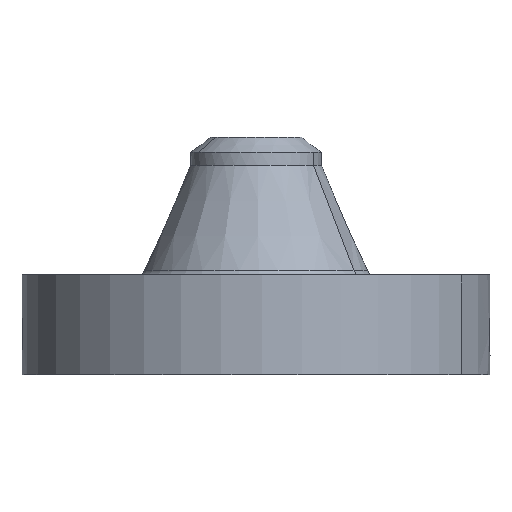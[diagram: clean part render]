
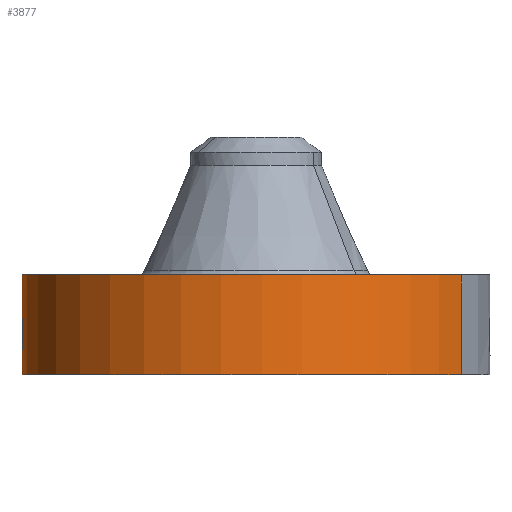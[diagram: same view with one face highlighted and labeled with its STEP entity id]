
A CAD part, left-side view. The second image highlights one B-rep face of the part: STEP entity #3877.
In plain terms, the highlighted cylindrical face has radius 107.95 mm (diameter 215.9 mm), a partial arc.
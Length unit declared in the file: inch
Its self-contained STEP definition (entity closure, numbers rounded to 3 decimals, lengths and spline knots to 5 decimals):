
#2927=AXIS2_PLACEMENT_3D('Circle Axis2P3D',#2925,#2926,$) ;
#3735=AXIS2_PLACEMENT_3D('Cylinder Axis2P3D',#3732,#3733,#3734) ;
#3739=AXIS2_PLACEMENT_3D('Circle Axis2P3D',#3737,#3738,$) ;
#2920=CARTESIAN_POINT('Vertex',(2.03756,3.72973,1.812)) ;
#2922=CARTESIAN_POINT('Vertex',(-2.03756,-3.72973,1.812)) ;
#2925=CARTESIAN_POINT('Axis2P3D Location',(0.,0.,1.812)) ;
#3732=CARTESIAN_POINT('Axis2P3D Location',(0.,0.,2.156)) ;
#3737=CARTESIAN_POINT('Axis2P3D Location',(0.,0.,0.)) ;
#3741=CARTESIAN_POINT('Vertex',(-2.03756,-3.72973,0.)) ;
#3743=CARTESIAN_POINT('Vertex',(2.03756,3.72973,0.)) ;
#3746=CARTESIAN_POINT('Line Origine',(-2.03756,-3.72973,0.906)) ;
#3751=CARTESIAN_POINT('Line Origine',(2.03756,3.72973,0.906)) ;
#3763=CARTESIAN_POINT('Control Point',(-0.06972,4.24943,1.09717)) ;
#3764=CARTESIAN_POINT('Control Point',(-0.04702,4.2498,1.10174)) ;
#3765=CARTESIAN_POINT('Control Point',(-0.02387,4.25,1.10407)) ;
#3766=CARTESIAN_POINT('Control Point',(-0.00072,4.25,1.10412)) ;
#3767=CARTESIAN_POINT('Vertex',(-0.06969,4.24943,1.09718)) ;
#3769=CARTESIAN_POINT('Vertex',(-0.00072,4.25,1.10412)) ;
#3773=CARTESIAN_POINT('Control Point',(-0.06969,4.24943,1.09718)) ;
#3774=CARTESIAN_POINT('Control Point',(-0.10483,4.24885,1.09108)) ;
#3775=CARTESIAN_POINT('Control Point',(-0.13895,4.24784,1.07888)) ;
#3776=CARTESIAN_POINT('Control Point',(-0.17019,4.24659,1.06156)) ;
#3777=CARTESIAN_POINT('Vertex',(-0.17019,4.24659,1.06156)) ;
#3781=CARTESIAN_POINT('Control Point',(-0.17019,4.24659,1.06156)) ;
#3782=CARTESIAN_POINT('Control Point',(-0.19587,4.24556,1.04733)) ;
#3783=CARTESIAN_POINT('Control Point',(-0.2196,4.24438,1.02967)) ;
#3784=CARTESIAN_POINT('Control Point',(-0.24076,4.24318,1.0094)) ;
#3785=CARTESIAN_POINT('Vertex',(-0.24076,4.24318,1.0094)) ;
#3789=CARTESIAN_POINT('Control Point',(-0.34922,4.23563,0.8059)) ;
#3790=CARTESIAN_POINT('Control Point',(-0.33996,4.23639,0.86391)) ;
#3791=CARTESIAN_POINT('Control Point',(-0.31788,4.2382,0.91988)) ;
#3792=CARTESIAN_POINT('Control Point',(-0.28373,4.24074,0.96941)) ;
#3793=CARTESIAN_POINT('Control Point',(-0.24074,4.24318,1.00941)) ;
#3794=CARTESIAN_POINT('Vertex',(-0.34922,4.23563,0.8059)) ;
#3798=CARTESIAN_POINT('Control Point',(-0.02867,4.2499,0.34102)) ;
#3799=CARTESIAN_POINT('Control Point',(-0.07359,4.2496,0.34681)) ;
#3800=CARTESIAN_POINT('Control Point',(-0.1174,4.24871,0.35978)) ;
#3801=CARTESIAN_POINT('Control Point',(-0.15842,4.24731,0.37957)) ;
#3802=CARTESIAN_POINT('Control Point',(-0.22014,4.24451,0.42186)) ;
#3803=CARTESIAN_POINT('Control Point',(-0.26915,4.24153,0.4765)) ;
#3804=CARTESIAN_POINT('Control Point',(-0.28653,4.24037,0.49999)) ;
#3805=CARTESIAN_POINT('Control Point',(-0.32951,4.23732,0.57068)) ;
#3806=CARTESIAN_POINT('Control Point',(-0.35326,4.23531,0.64954)) ;
#3807=CARTESIAN_POINT('Control Point',(-0.36025,4.23469,0.70229)) ;
#3808=CARTESIAN_POINT('Control Point',(-0.35884,4.23483,0.75495)) ;
#3809=CARTESIAN_POINT('Control Point',(-0.34922,4.23563,0.8059)) ;
#3810=CARTESIAN_POINT('Vertex',(-0.02867,4.2499,0.34102)) ;
#3814=CARTESIAN_POINT('Control Point',(-0.02867,4.2499,0.34102)) ;
#3815=CARTESIAN_POINT('Control Point',(-0.01911,4.24997,0.34085)) ;
#3816=CARTESIAN_POINT('Control Point',(-0.00954,4.25,0.34097)) ;
#3817=CARTESIAN_POINT('Control Point',(0.,4.25,0.34137)) ;
#3818=CARTESIAN_POINT('Vertex',(0.,4.25,0.34137)) ;
#3822=CARTESIAN_POINT('Control Point',(0.19496,4.24553,0.39314)) ;
#3823=CARTESIAN_POINT('Control Point',(0.13491,4.24828,0.36174)) ;
#3824=CARTESIAN_POINT('Control Point',(0.06786,4.25,0.34425)) ;
#3825=CARTESIAN_POINT('Control Point',(0.,4.25,0.34137)) ;
#3826=CARTESIAN_POINT('Vertex',(0.19496,4.24553,0.39314)) ;
#3830=CARTESIAN_POINT('Control Point',(0.2875,4.24026,0.45814)) ;
#3831=CARTESIAN_POINT('Control Point',(0.25968,4.24215,0.43244)) ;
#3832=CARTESIAN_POINT('Control Point',(0.22841,4.24399,0.41064)) ;
#3833=CARTESIAN_POINT('Control Point',(0.19496,4.24553,0.39314)) ;
#3834=CARTESIAN_POINT('Vertex',(0.2875,4.24026,0.45814)) ;
#3838=CARTESIAN_POINT('Control Point',(0.2875,4.24026,0.45814)) ;
#3839=CARTESIAN_POINT('Control Point',(0.34872,4.23611,0.52261)) ;
#3840=CARTESIAN_POINT('Control Point',(0.39092,4.23204,0.6043)) ;
#3841=CARTESIAN_POINT('Control Point',(0.41053,4.23013,0.69313)) ;
#3842=CARTESIAN_POINT('Control Point',(0.40812,4.23036,0.78205)) ;
#3843=CARTESIAN_POINT('Vertex',(0.40812,4.23036,0.78205)) ;
#3847=CARTESIAN_POINT('Control Point',(0.40812,4.23036,0.78205)) ;
#3848=CARTESIAN_POINT('Control Point',(0.4005,4.23109,0.8357)) ;
#3849=CARTESIAN_POINT('Control Point',(0.3826,4.2328,0.88761)) ;
#3850=CARTESIAN_POINT('Control Point',(0.35513,4.23532,0.9349)) ;
#3851=CARTESIAN_POINT('Control Point',(0.27956,4.24135,1.02417)) ;
#3852=CARTESIAN_POINT('Control Point',(0.17879,4.2468,1.07986)) ;
#3853=CARTESIAN_POINT('Control Point',(0.12001,4.24896,1.099)) ;
#3854=CARTESIAN_POINT('Control Point',(0.05957,4.25,1.10707)) ;
#3855=CARTESIAN_POINT('Control Point',(-0.00003,4.25,1.10415)) ;
#3856=CARTESIAN_POINT('Vertex',(-0.00003,4.25,1.10415)) ;
#3860=CARTESIAN_POINT('Control Point',(-0.00072,4.25,1.10412)) ;
#3861=CARTESIAN_POINT('Control Point',(-0.00037,4.25,1.10414)) ;
#3862=CARTESIAN_POINT('Control Point',(-0.00003,4.25,1.10415)) ;
#2926=DIRECTION('Axis2P3D Direction',(0.,0.,-0.039)) ;
#3733=DIRECTION('Axis2P3D Direction',(0.,0.,-0.039)) ;
#3734=DIRECTION('Axis2P3D XDirection',(0.019,0.035,0.)) ;
#3738=DIRECTION('Axis2P3D Direction',(0.,0.,-0.039)) ;
#3747=DIRECTION('Vector Direction',(0.,0.,-0.039)) ;
#3752=DIRECTION('Vector Direction',(0.,0.,-0.039)) ;
#3748=VECTOR('Line Direction',#3747,0.03937) ;
#3753=VECTOR('Line Direction',#3752,0.03937) ;
#3757=ORIENTED_EDGE('',*,*,#3745,.F.) ;
#3758=ORIENTED_EDGE('',*,*,#3750,.T.) ;
#3759=ORIENTED_EDGE('',*,*,#2929,.T.) ;
#3760=ORIENTED_EDGE('',*,*,#3755,.F.) ;
#3865=ORIENTED_EDGE('',*,*,#3771,.F.) ;
#3866=ORIENTED_EDGE('',*,*,#3779,.T.) ;
#3867=ORIENTED_EDGE('',*,*,#3787,.T.) ;
#3868=ORIENTED_EDGE('',*,*,#3796,.F.) ;
#3869=ORIENTED_EDGE('',*,*,#3812,.F.) ;
#3870=ORIENTED_EDGE('',*,*,#3820,.T.) ;
#3871=ORIENTED_EDGE('',*,*,#3828,.F.) ;
#3872=ORIENTED_EDGE('',*,*,#3836,.F.) ;
#3873=ORIENTED_EDGE('',*,*,#3845,.T.) ;
#3874=ORIENTED_EDGE('',*,*,#3858,.T.) ;
#3875=ORIENTED_EDGE('',*,*,#3863,.F.) ;
#3876=FACE_BOUND('',#3864,.T.) ;
#3877=ADVANCED_FACE('PartBody',(#3761,#3876),#3736,.T.) ;
#3762=B_SPLINE_CURVE_WITH_KNOTS('',3,(#3763,#3764,#3765,#3766),.UNSPECIFIED.,.F.,.U.,(4,4),(3.95336,6.52233),.UNSPECIFIED.) ;
#3772=B_SPLINE_CURVE_WITH_KNOTS('',3,(#3773,#3774,#3775,#3776),.UNSPECIFIED.,.F.,.U.,(4,4),(0.,4.0076),.UNSPECIFIED.) ;
#3780=B_SPLINE_CURVE_WITH_KNOTS('',3,(#3781,#3782,#3783,#3784),.UNSPECIFIED.,.F.,.U.,(4,4),(0.,3.29434),.UNSPECIFIED.) ;
#3788=B_SPLINE_CURVE_WITH_KNOTS('',4,(#3789,#3790,#3791,#3792,#3793),.UNSPECIFIED.,.F.,.U.,(5,5),(15.47224,24.16766),.UNSPECIFIED.) ;
#3797=B_SPLINE_CURVE_WITH_KNOTS('',5,(#3798,#3799,#3800,#3801,#3802,#3803,#3804,#3805,#3806,#3807,#3808,#3809),.UNSPECIFIED.,.F.,.U.,(6,3,3,6),(0.,7.87267,13.12044,22.83586),.UNSPECIFIED.) ;
#3813=B_SPLINE_CURVE_WITH_KNOTS('',3,(#3814,#3815,#3816,#3817),.UNSPECIFIED.,.F.,.U.,(4,4),(0.,0.99751),.UNSPECIFIED.) ;
#3821=B_SPLINE_CURVE_WITH_KNOTS('',3,(#3822,#3823,#3824,#3825),.UNSPECIFIED.,.F.,.U.,(4,4),(0.,7.09212),.UNSPECIFIED.) ;
#3829=B_SPLINE_CURVE_WITH_KNOTS('',3,(#3830,#3831,#3832,#3833),.UNSPECIFIED.,.F.,.U.,(4,4),(0.,3.95137),.UNSPECIFIED.) ;
#3837=B_SPLINE_CURVE_WITH_KNOTS('',4,(#3838,#3839,#3840,#3841,#3842),.UNSPECIFIED.,.F.,.U.,(5,5),(0.,12.36823),.UNSPECIFIED.) ;
#3846=B_SPLINE_CURVE_WITH_KNOTS('',5,(#3847,#3848,#3849,#3850,#3851,#3852,#3853,#3854,#3855),.UNSPECIFIED.,.F.,.U.,(6,3,6),(0.,9.42025,20.55918),.UNSPECIFIED.) ;
#3859=B_SPLINE_CURVE_WITH_KNOTS('',2,(#3860,#3861,#3862),.UNSPECIFIED.,.F.,.U.,(3,3),(1.11943,1.14527),.UNSPECIFIED.) ;
#2928=CIRCLE('generated circle',#2927,4.25) ;
#3740=CIRCLE('generated circle',#3739,4.25) ;
#3736=CYLINDRICAL_SURFACE('generated cylinder',#3735,4.25) ;
#2929=EDGE_CURVE('',#2923,#2921,#2928,.T.) ;
#3745=EDGE_CURVE('',#3742,#3744,#3740,.T.) ;
#3750=EDGE_CURVE('',#3742,#2923,#3749,.F.) ;
#3755=EDGE_CURVE('',#3744,#2921,#3754,.F.) ;
#3771=EDGE_CURVE('',#3768,#3770,#3762,.T.) ;
#3779=EDGE_CURVE('',#3768,#3778,#3772,.T.) ;
#3787=EDGE_CURVE('',#3778,#3786,#3780,.T.) ;
#3796=EDGE_CURVE('',#3795,#3786,#3788,.T.) ;
#3812=EDGE_CURVE('',#3811,#3795,#3797,.T.) ;
#3820=EDGE_CURVE('',#3811,#3819,#3813,.T.) ;
#3828=EDGE_CURVE('',#3827,#3819,#3821,.T.) ;
#3836=EDGE_CURVE('',#3835,#3827,#3829,.T.) ;
#3845=EDGE_CURVE('',#3835,#3844,#3837,.T.) ;
#3858=EDGE_CURVE('',#3844,#3857,#3846,.T.) ;
#3863=EDGE_CURVE('',#3770,#3857,#3859,.T.) ;
#3756=EDGE_LOOP('',(#3757,#3758,#3759,#3760)) ;
#3864=EDGE_LOOP('',(#3865,#3866,#3867,#3868,#3869,#3870,#3871,#3872,#3873,#3874,#3875)) ;
#3761=FACE_OUTER_BOUND('',#3756,.T.) ;
#3749=LINE('Line',#3746,#3748) ;
#3754=LINE('Line',#3751,#3753) ;
#2921=VERTEX_POINT('',#2920) ;
#2923=VERTEX_POINT('',#2922) ;
#3742=VERTEX_POINT('',#3741) ;
#3744=VERTEX_POINT('',#3743) ;
#3768=VERTEX_POINT('',#3767) ;
#3770=VERTEX_POINT('',#3769) ;
#3778=VERTEX_POINT('',#3777) ;
#3786=VERTEX_POINT('',#3785) ;
#3795=VERTEX_POINT('',#3794) ;
#3811=VERTEX_POINT('',#3810) ;
#3819=VERTEX_POINT('',#3818) ;
#3827=VERTEX_POINT('',#3826) ;
#3835=VERTEX_POINT('',#3834) ;
#3844=VERTEX_POINT('',#3843) ;
#3857=VERTEX_POINT('',#3856) ;
